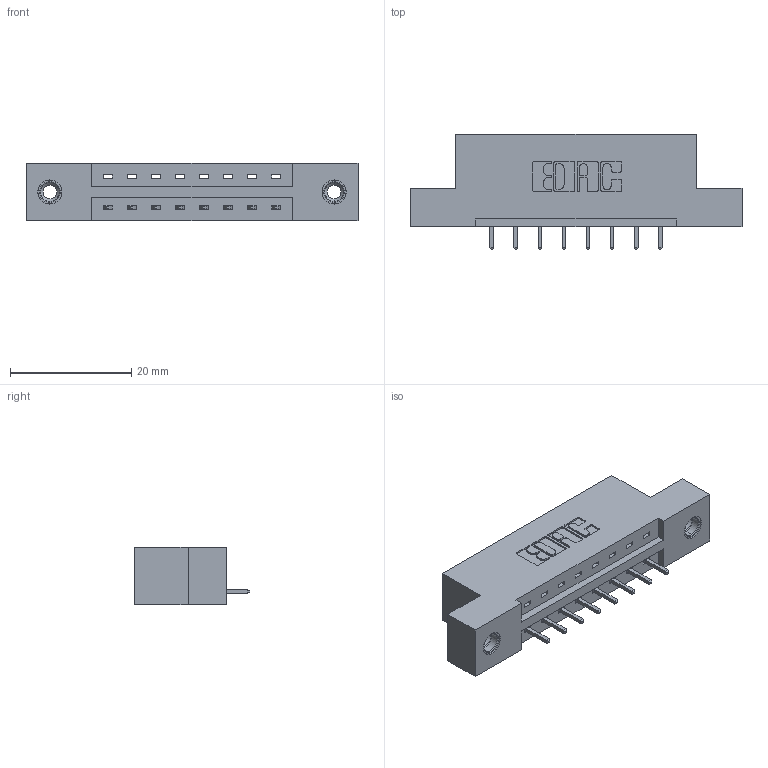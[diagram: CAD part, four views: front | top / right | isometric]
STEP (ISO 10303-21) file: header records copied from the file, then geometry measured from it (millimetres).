
FILE_DESCRIPTION (( 'STEP AP203' ), '1' );
FILE_NAME ('337-008-521-108.STEP', '2018-08-03T21:00:26', ( '' ), ( '' ), 'SwSTEP 2.0', 'SolidWorks 2016', '' );
FILE_SCHEMA (( 'CONFIG_CONTROL_DESIGN' ));
Length unit declared in the file: inch
Products named in the file (4): 345-250-001_345-250-003-102; 337-008-521-108; 337 Part_Flush Mounting Lugs - 0.156 Dia-TI; 345-292-001_345-293-121
Assembly tree (11 placements, depth 2):
  337-008-521-108
    337 Part_Flush Mounting Lugs - 0.156 Dia-TI
    345-292-001_345-293-121  x8
    345-250-001_345-250-003-102  x2
Bounding box: 54.71 x 19.06 x 9.4 mm (x, y, z)
Volume: 5231.6 mm3; surface area: 5150.6 mm2
Topology: 11 solids, 11 shells, 670 faces, 1951 edges, 1282 vertices
Faces by surface type: plane 470, cylinder 184, cone 12, torus 4
Entity records: 11548 total; most frequent: CARTESIAN_POINT 1989, ORIENTED_EDGE 1926, DIRECTION 1777, EDGE_CURVE 963, VECTOR 815, LINE 815, VERTEX_POINT 636, AXIS2_PLACEMENT_3D 481
